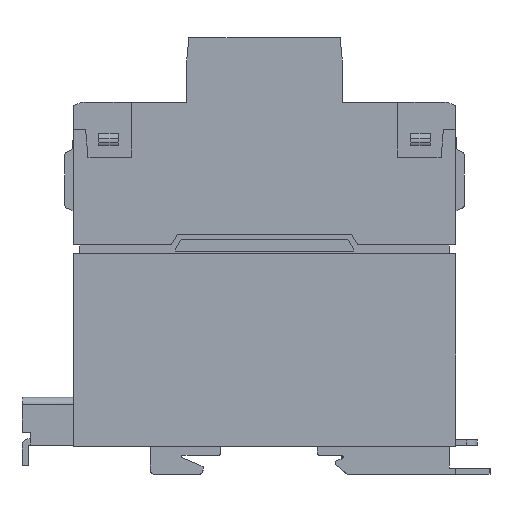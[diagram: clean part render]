
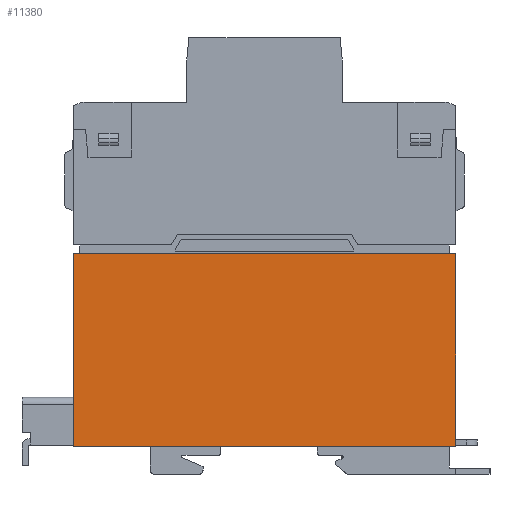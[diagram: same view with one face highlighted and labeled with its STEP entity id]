
A CAD part, left-side view. The second image highlights one B-rep face of the part: STEP entity #11380.
In plain terms, the highlighted planar face has unit normal (-1, 0, 0).
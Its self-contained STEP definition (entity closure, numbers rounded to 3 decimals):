
#11350=AXIS2_PLACEMENT_3D('Plane Axis2P3D',#11347,#11348,#11349) ;
#10851=CARTESIAN_POINT('Vertex',(0.05,98.,6.6)) ;
#10854=CARTESIAN_POINT('Line Origine',(0.05,98.,6.75)) ;
#10858=CARTESIAN_POINT('Vertex',(0.05,98.,6.9)) ;
#10878=CARTESIAN_POINT('Vertex',(0.05,8.,6.6)) ;
#10881=CARTESIAN_POINT('Line Origine',(0.05,53.,6.6)) ;
#10899=CARTESIAN_POINT('Control Point',(0.05,8.,6.6)) ;
#10900=CARTESIAN_POINT('Control Point',(0.05,8.,51.9)) ;
#10901=CARTESIAN_POINT('Vertex',(0.05,8.,51.9)) ;
#11325=CARTESIAN_POINT('Vertex',(0.05,98.,51.9)) ;
#11328=CARTESIAN_POINT('Line Origine',(0.05,53.,51.9)) ;
#11347=CARTESIAN_POINT('Axis2P3D Location',(0.05,8.,6.6)) ;
#11352=CARTESIAN_POINT('Line Origine',(0.05,98.,34.355)) ;
#11356=CARTESIAN_POINT('Vertex',(0.05,98.,16.809)) ;
#11359=CARTESIAN_POINT('Line Origine',(0.05,98.,13.355)) ;
#11363=CARTESIAN_POINT('Vertex',(0.05,98.,9.9)) ;
#11366=CARTESIAN_POINT('Line Origine',(0.05,98.,8.4)) ;
#10855=DIRECTION('Vector Direction',(0.,0.,1.)) ;
#10882=DIRECTION('Vector Direction',(0.,1.,0.)) ;
#11329=DIRECTION('Vector Direction',(0.,1.,0.)) ;
#11348=DIRECTION('Axis2P3D Direction',(-1.,0.,0.)) ;
#11349=DIRECTION('Axis2P3D XDirection',(0.,0.,1.)) ;
#11353=DIRECTION('Vector Direction',(0.,0.,1.)) ;
#11360=DIRECTION('Vector Direction',(0.,0.,1.)) ;
#11367=DIRECTION('Vector Direction',(0.,0.,1.)) ;
#10856=VECTOR('Line Direction',#10855,1.) ;
#10883=VECTOR('Line Direction',#10882,1.) ;
#11330=VECTOR('Line Direction',#11329,1.) ;
#11354=VECTOR('Line Direction',#11353,1.) ;
#11361=VECTOR('Line Direction',#11360,1.) ;
#11368=VECTOR('Line Direction',#11367,1.) ;
#11372=ORIENTED_EDGE('',*,*,#10885,.F.) ;
#11373=ORIENTED_EDGE('',*,*,#10903,.F.) ;
#11374=ORIENTED_EDGE('',*,*,#11332,.T.) ;
#11375=ORIENTED_EDGE('',*,*,#11358,.F.) ;
#11376=ORIENTED_EDGE('',*,*,#11365,.F.) ;
#11377=ORIENTED_EDGE('',*,*,#11370,.F.) ;
#11378=ORIENTED_EDGE('',*,*,#10860,.F.) ;
#11380=ADVANCED_FACE('RELAIS',(#11379),#11351,.T.) ;
#10898=B_SPLINE_CURVE_WITH_KNOTS('',1,(#10899,#10900),.UNSPECIFIED.,.F.,.U.,(2,2),(0.,45.3),.UNSPECIFIED.) ;
#10860=EDGE_CURVE('',#10852,#10859,#10857,.T.) ;
#10885=EDGE_CURVE('',#10879,#10852,#10884,.T.) ;
#10903=EDGE_CURVE('',#10902,#10879,#10898,.F.) ;
#11332=EDGE_CURVE('',#10902,#11326,#11331,.T.) ;
#11358=EDGE_CURVE('',#11357,#11326,#11355,.T.) ;
#11365=EDGE_CURVE('',#11364,#11357,#11362,.T.) ;
#11370=EDGE_CURVE('',#10859,#11364,#11369,.T.) ;
#11371=EDGE_LOOP('',(#11372,#11373,#11374,#11375,#11376,#11377,#11378)) ;
#11379=FACE_OUTER_BOUND('',#11371,.T.) ;
#10857=LINE('Line',#10854,#10856) ;
#10884=LINE('Line',#10881,#10883) ;
#11331=LINE('Line',#11328,#11330) ;
#11355=LINE('Line',#11352,#11354) ;
#11362=LINE('Line',#11359,#11361) ;
#11369=LINE('Line',#11366,#11368) ;
#11351=PLANE('',#11350) ;
#10852=VERTEX_POINT('',#10851) ;
#10859=VERTEX_POINT('',#10858) ;
#10879=VERTEX_POINT('',#10878) ;
#10902=VERTEX_POINT('',#10901) ;
#11326=VERTEX_POINT('',#11325) ;
#11357=VERTEX_POINT('',#11356) ;
#11364=VERTEX_POINT('',#11363) ;
